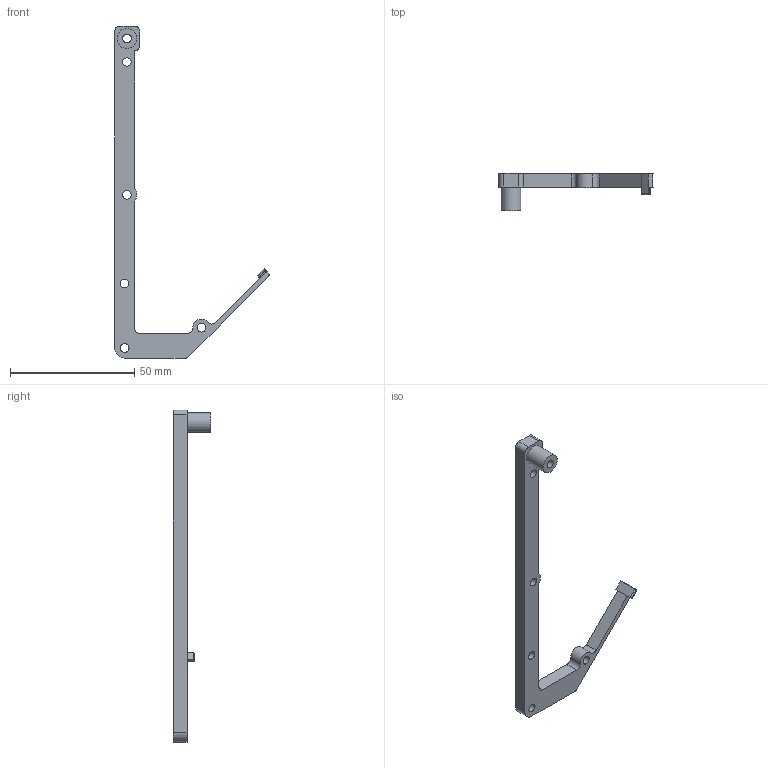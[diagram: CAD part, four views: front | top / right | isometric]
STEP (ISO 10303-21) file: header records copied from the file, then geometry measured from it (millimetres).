
FILE_DESCRIPTION(/* description */ (''),/* implementation_level */ '2;1');
FILE_NAME(/* name */ 'DISTANCE_RIGHT_V01.step',/* time_stamp */ '2023-01-12T12:37:28+01:00',/* author */ (''),/* organization */ (''),/* preprocessor_version */ 'ST-DEVELOPER v19.2',/* originating_system */ 'Autodesk Translation Framework v11.17.0.187',/* authorisation */ '');
FILE_SCHEMA (('AUTOMOTIVE_DESIGN { 1 0 10303 214 3 1 1 }'));
Length unit declared in the file: millimetre
Products named in the file (1): DISTANCE_RIGHT_V01_PR
Bounding box: 62.19 x 15 x 133.7 mm (x, y, z)
Volume: 8091.5 mm3; surface area: 5790.6 mm2
Topology: 1 solids, 1 shells, 44 faces, 115 edges, 74 vertices
Faces by surface type: cylinder 24, plane 17, sphere 2, cone 1
Full cylindrical faces by diameter (mm): 3.4 x2, 3.5 x4, 8 x1
Entity records: 1427 total; most frequent: DIRECTION 253, CARTESIAN_POINT 234, ORIENTED_EDGE 230, EDGE_CURVE 115, AXIS2_PLACEMENT_3D 93, VERTEX_POINT 74, LINE 67, VECTOR 67
